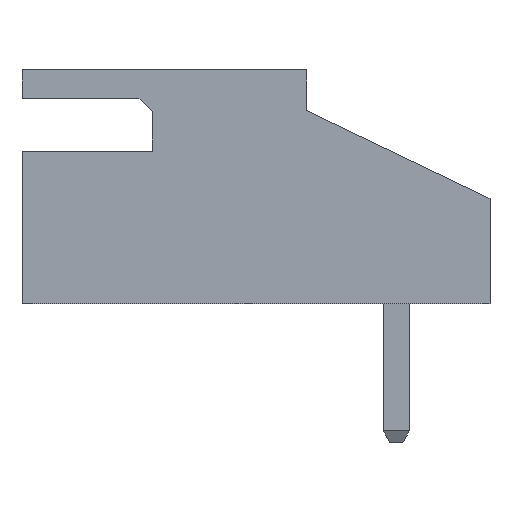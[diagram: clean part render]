
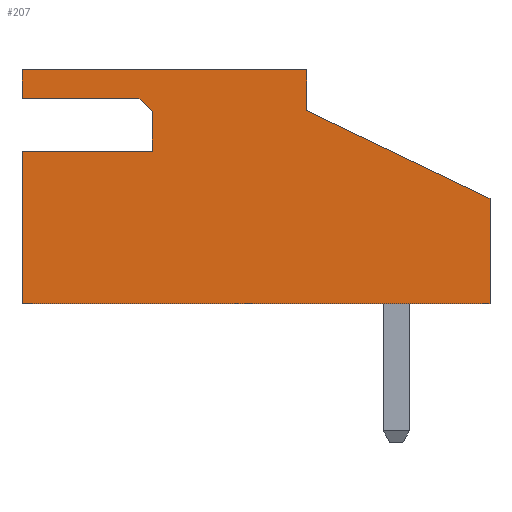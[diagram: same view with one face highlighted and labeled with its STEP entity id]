
A CAD part, left-side view. The second image highlights one B-rep face of the part: STEP entity #207.
In plain terms, the highlighted planar face has unit normal (-1, 0, 0).
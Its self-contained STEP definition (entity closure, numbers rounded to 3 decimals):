
#207=ADVANCED_FACE('',(#826),#828,.T.);
#826=FACE_BOUND('',#827,.T.);
#827=EDGE_LOOP('',(#1318,#1319,#1320,#1321,#1322,#1323,#1324,#1325,#1326,#1327,#1328));
#828=PLANE('',#829);
#829=AXIS2_PLACEMENT_3D('',#830,#831,#832);
#830=CARTESIAN_POINT('',(-5.05,2.2,0.));
#831=DIRECTION('',(-1.,0.,0.));
#832=DIRECTION('',(0.,0.,1.));
#1318=ORIENTED_EDGE('',*,*,#1688,.T.);
#1319=ORIENTED_EDGE('',*,*,#1689,.T.);
#1320=ORIENTED_EDGE('',*,*,#1690,.F.);
#1321=ORIENTED_EDGE('',*,*,#1677,.F.);
#1322=ORIENTED_EDGE('',*,*,#1691,.F.);
#1323=ORIENTED_EDGE('',*,*,#1692,.F.);
#1324=ORIENTED_EDGE('',*,*,#1693,.T.);
#1325=ORIENTED_EDGE('',*,*,#1694,.T.);
#1326=ORIENTED_EDGE('',*,*,#1695,.F.);
#1327=ORIENTED_EDGE('',*,*,#1696,.T.);
#1328=ORIENTED_EDGE('',*,*,#1697,.T.);
#1677=EDGE_CURVE('',#1866,#1868,#1869,.T.);
#1688=EDGE_CURVE('',#1889,#1890,#1891,.F.);
#1689=EDGE_CURVE('',#1890,#1892,#1893,.F.);
#1690=EDGE_CURVE('',#1868,#1892,#1894,.T.);
#1691=EDGE_CURVE('',#1895,#1866,#1896,.T.);
#1692=EDGE_CURVE('',#1897,#1895,#1898,.T.);
#1693=EDGE_CURVE('',#1897,#1899,#1900,.T.);
#1694=EDGE_CURVE('',#1899,#1901,#1902,.T.);
#1695=EDGE_CURVE('',#1903,#1901,#1904,.T.);
#1696=EDGE_CURVE('',#1903,#1905,#1906,.F.);
#1697=EDGE_CURVE('',#1905,#1889,#1907,.F.);
#1866=VERTEX_POINT('',#2179);
#1868=VERTEX_POINT('',#2183);
#1869=LINE('',#2184,#2185);
#1889=VERTEX_POINT('',#2226);
#1890=VERTEX_POINT('',#2227);
#1891=LINE('',#2228,#2229);
#1892=VERTEX_POINT('',#2231);
#1893=LINE('',#2232,#2233);
#1894=LINE('',#2235,#2236);
#1895=VERTEX_POINT('',#2238);
#1896=LINE('',#2239,#2240);
#1897=VERTEX_POINT('',#2242);
#1898=LINE('',#2243,#2244);
#1899=VERTEX_POINT('',#2246);
#1900=LINE('',#2247,#2248);
#1901=VERTEX_POINT('',#2250);
#1902=LINE('',#2251,#2252);
#1903=VERTEX_POINT('',#2254);
#1904=LINE('',#2255,#2256);
#1905=VERTEX_POINT('',#2258);
#1906=LINE('',#2259,#2260);
#1907=LINE('',#2262,#2263);
#2179=CARTESIAN_POINT('',(-5.05,-2.3,0.));
#2183=CARTESIAN_POINT('',(-5.05,9.2,0.));
#2184=CARTESIAN_POINT('',(-5.05,-2.3,0.));
#2185=VECTOR('',#2186,1.);
#2186=DIRECTION('',(0.,1.,0.));
#2226=CARTESIAN_POINT('',(-5.05,6.,4.725));
#2227=CARTESIAN_POINT('',(-5.05,6.,3.75));
#2228=CARTESIAN_POINT('',(-5.05,6.,3.75));
#2229=VECTOR('',#2230,1.);
#2230=DIRECTION('',(0.,0.,1.));
#2231=CARTESIAN_POINT('',(-5.05,9.2,3.75));
#2232=CARTESIAN_POINT('',(-5.05,9.2,3.75));
#2233=VECTOR('',#2234,1.);
#2234=DIRECTION('',(0.,-1.,0.));
#2235=CARTESIAN_POINT('',(-5.05,9.2,0.));
#2236=VECTOR('',#2237,1.);
#2237=DIRECTION('',(0.,0.,1.));
#2238=CARTESIAN_POINT('',(-5.05,-2.3,2.588));
#2239=CARTESIAN_POINT('',(-5.05,-2.3,2.588));
#2240=VECTOR('',#2241,1.);
#2241=DIRECTION('',(0.,0.,-1.));
#2242=CARTESIAN_POINT('',(-5.05,2.2,4.75));
#2243=CARTESIAN_POINT('',(-5.05,2.2,4.75));
#2244=VECTOR('',#2245,1.);
#2245=DIRECTION('',(0.,-0.901,-0.433));
#2246=CARTESIAN_POINT('',(-5.05,2.2,5.75));
#2247=CARTESIAN_POINT('',(-5.05,2.2,4.75));
#2248=VECTOR('',#2249,1.);
#2249=DIRECTION('',(0.,0.,1.));
#2250=CARTESIAN_POINT('',(-5.05,9.2,5.75));
#2251=CARTESIAN_POINT('',(-5.05,2.2,5.75));
#2252=VECTOR('',#2253,1.);
#2253=DIRECTION('',(0.,1.,0.));
#2254=CARTESIAN_POINT('',(-5.05,9.2,5.05));
#2255=CARTESIAN_POINT('',(-5.05,9.2,5.05));
#2256=VECTOR('',#2257,1.);
#2257=DIRECTION('',(0.,0.,1.));
#2258=CARTESIAN_POINT('',(-5.05,6.325,5.05));
#2259=CARTESIAN_POINT('',(-5.05,6.325,5.05));
#2260=VECTOR('',#2261,1.);
#2261=DIRECTION('',(0.,1.,0.));
#2262=CARTESIAN_POINT('',(-5.05,6.,4.725));
#2263=VECTOR('',#2264,1.);
#2264=DIRECTION('',(0.,0.707,0.707));
